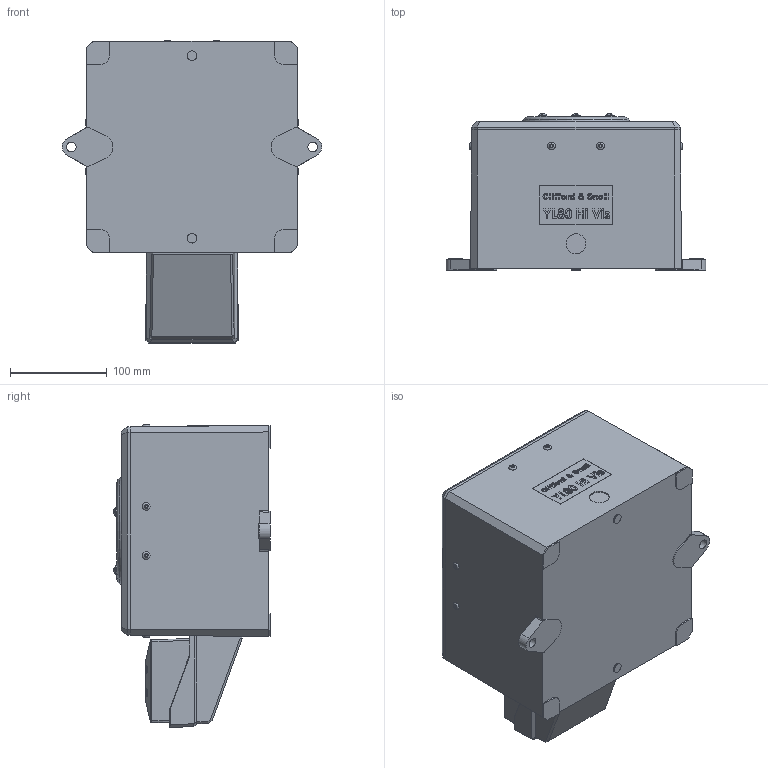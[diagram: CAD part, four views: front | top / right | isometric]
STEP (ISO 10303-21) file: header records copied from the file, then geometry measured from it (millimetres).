
FILE_DESCRIPTION (( 'STEP AP214' ), '1' );
FILE_NAME ('YL80 Hi Vis.STEP', '2023-01-13T22:25:33', ( '' ), ( '' ), 'SwSTEP 2.0', 'SolidWorks 2022', '' );
FILE_SCHEMA (( 'AUTOMOTIVE_DESIGN' ));
Length unit declared in the file: millimetre
Products named in the file (1): YL80 Hi Vis
Bounding box: 269 x 161.73 x 313.18 mm (x, y, z)
Volume: 7306686 mm3; surface area: 438215.9 mm2
Topology: 66 solids, 82 shells, 1347 faces, 3308 edges, 2152 vertices
Faces by surface type: plane 771, bspline 306, cylinder 133, cone 111, sphere 13, torus 13
Full cylindrical faces by diameter (mm): 2.5 x2, 4 x12, 4.5 x4, 5 x3, 7.2 x4, 8.5 x4, 9 x3, 10 x4, 20.64 x1
Entity records: 66793 total; most frequent: CARTESIAN_POINT 23626, ORIENTED_EDGE 6354, DIRECTION 4759, EDGE_CURVE 3177, VERTEX_POINT 2137, VECTOR 1927, LINE 1927, EDGE_LOOP 1542
